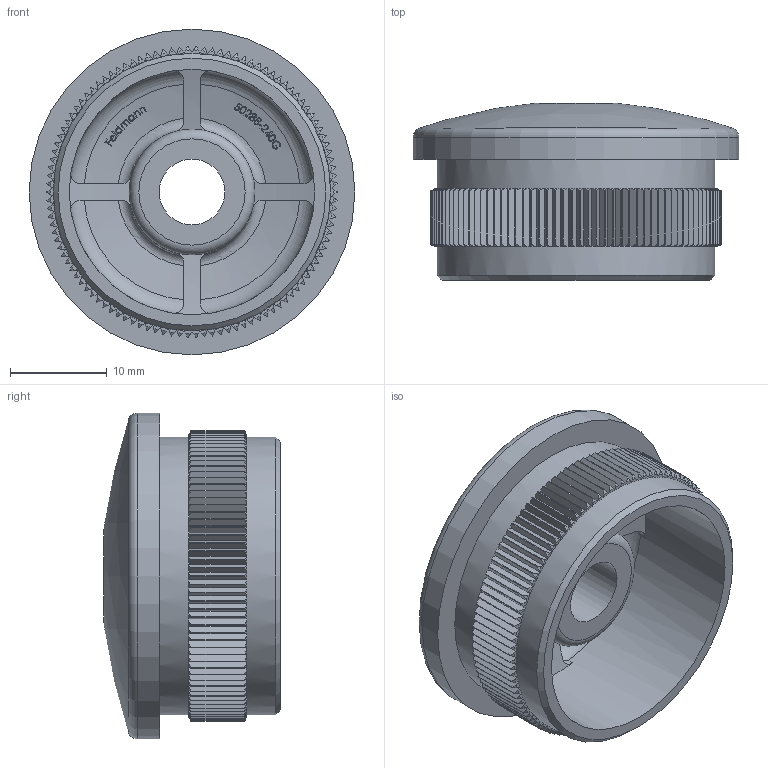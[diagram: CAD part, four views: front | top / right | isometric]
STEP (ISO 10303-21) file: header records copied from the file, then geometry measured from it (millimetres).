
FILE_DESCRIPTION (( 'STEP AP203' ), '1' );
FILE_NAME ('50288-240G.step', '2020-04-24T07:10:40', ( '' ), ( '' ), 'SwSTEP 2.0', 'SolidWorks 2015', '' );
FILE_SCHEMA (( 'CONFIG_CONTROL_DESIGN' ));
Length unit declared in the file: millimetre
Products named in the file (2): 50288-240G
Bounding box: 33.7 x 18.3 x 33.7 mm (x, y, z)
Volume: 5736.9 mm3; surface area: 5426.4 mm2
Topology: 1 solids, 1 shells, 1074 faces, 2681 edges, 1639 vertices
Faces by surface type: plane 544, cone 222, cylinder 132, bspline 129, sphere 37, torus 10
Full cylindrical faces by diameter (mm): 6.8 x1, 13 x1, 25.4 x1, 28.7 x2, 33.7 x1
Entity records: 37610 total; most frequent: CARTESIAN_POINT 13184, ORIENTED_EDGE 5336, DIRECTION 4714, EDGE_CURVE 2668, AXIS2_PLACEMENT_3D 1845, VERTEX_POINT 1636, EDGE_LOOP 1116, FACE_OUTER_BOUND 1083
